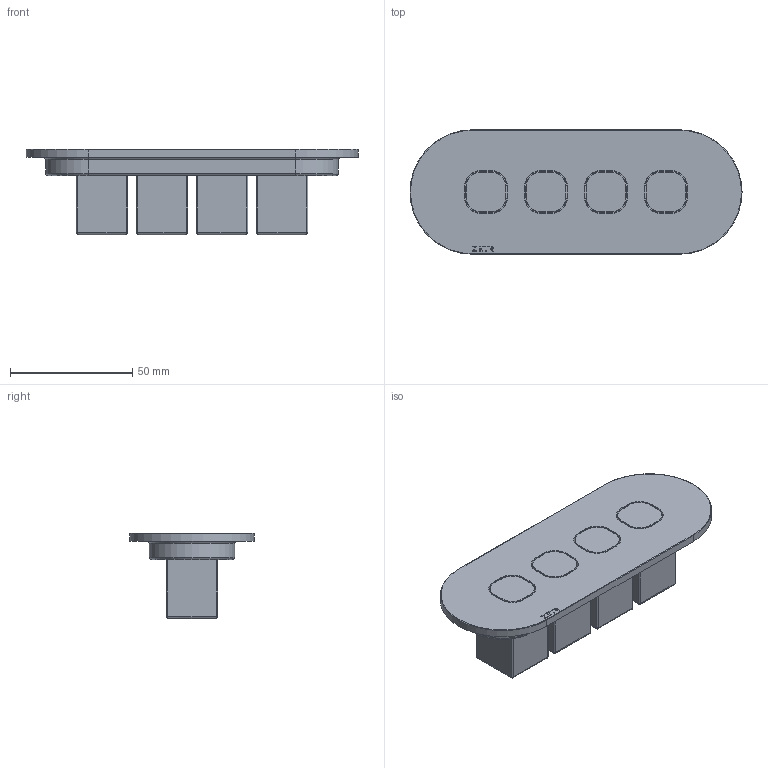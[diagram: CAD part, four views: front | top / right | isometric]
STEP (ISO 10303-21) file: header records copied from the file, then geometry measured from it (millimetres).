
FILE_DESCRIPTION (( 'STEP AP214' ), '1' );
FILE_NAME ('BIM 12-4FC.STEP', '2025-09-05T03:47:51', ( '' ), ( '' ), 'SwSTEP 2.0', 'SolidWorks 2025', '' );
FILE_SCHEMA (( 'AUTOMOTIVE_DESIGN' ));
Length unit declared in the file: millimetre
Products named in the file (1): BIM 12-4FC
Bounding box: 136 x 51 x 35 mm (x, y, z)
Volume: 90883.7 mm3; surface area: 31606.7 mm2
Topology: 5 solids, 5 shells, 380 faces, 936 edges, 571 vertices
Faces by surface type: plane 183, cylinder 140, torus 41, bspline 16
Entity records: 11455 total; most frequent: CARTESIAN_POINT 2432, DIRECTION 1910, ORIENTED_EDGE 1840, EDGE_CURVE 920, AXIS2_PLACEMENT_3D 657, VECTOR 596, LINE 596, VERTEX_POINT 571
